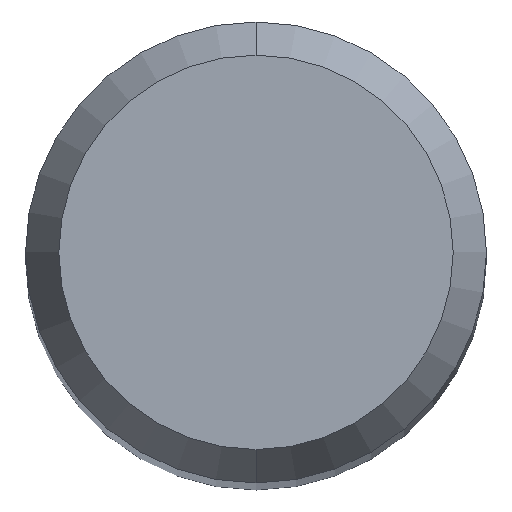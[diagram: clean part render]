
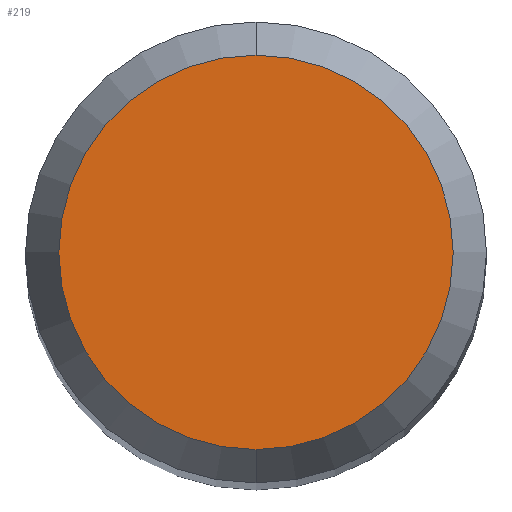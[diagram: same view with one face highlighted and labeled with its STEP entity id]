
A CAD part, top view. The second image highlights one B-rep face of the part: STEP entity #219.
In plain terms, the highlighted planar face has unit normal (0, 0, 1).
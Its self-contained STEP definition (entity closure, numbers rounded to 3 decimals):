
#147=VERTEX_POINT('',#351);
#195=EDGE_CURVE('',#147,#291,#408,.T.);
#219=ADVANCED_FACE('',(#437),#438,.T.);
#229=EDGE_CURVE('',#291,#147,#450,.T.);
#291=VERTEX_POINT('',#518);
#351=CARTESIAN_POINT('',(0.0,1.358,0.01));
#408=CIRCLE('',#652,1.358);
#437=FACE_OUTER_BOUND('',#688,.T.);
#438=PLANE('',#689);
#450=CIRCLE('',#705,1.358);
#518=CARTESIAN_POINT('',(0.,-1.358,0.01));
#652=AXIS2_PLACEMENT_3D('',#914,#915,#916);
#688=EDGE_LOOP('',(#958,#959));
#689=AXIS2_PLACEMENT_3D('',#960,#961,#962);
#705=AXIS2_PLACEMENT_3D('',#983,#984,#985);
#914=CARTESIAN_POINT('',(0.0,0.0,0.01));
#915=DIRECTION('',(0.0,0.0,-1.0));
#916=DIRECTION('',(0.0,1.0,0.0));
#958=ORIENTED_EDGE('',*,*,#195,.F.);
#959=ORIENTED_EDGE('',*,*,#229,.F.);
#960=CARTESIAN_POINT('',(0.0,0.679,0.01));
#961=DIRECTION('',(-0.0,0.0,1.0));
#962=DIRECTION('',(0.0,-1.0,0.0));
#983=CARTESIAN_POINT('',(0.0,0.0,0.01));
#984=DIRECTION('',(0.0,0.0,-1.0));
#985=DIRECTION('',(0.0,1.0,0.0));
